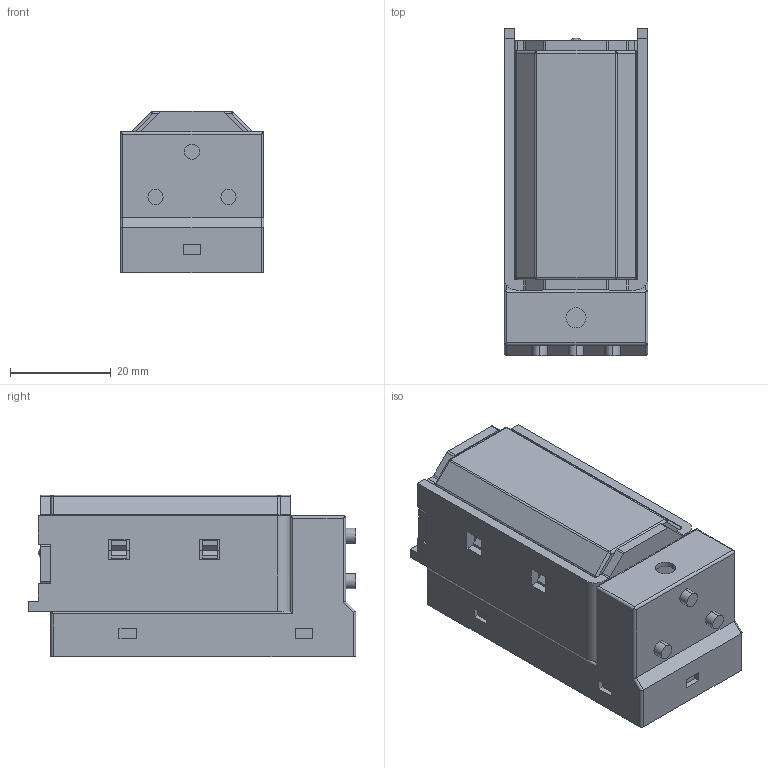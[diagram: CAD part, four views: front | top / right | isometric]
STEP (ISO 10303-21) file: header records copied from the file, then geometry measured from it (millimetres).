
FILE_DESCRIPTION((''),'2;1');
FILE_NAME('SHT26_ASM','2021-09-16T13:28:29',('zhxmin'),(''),'CREO PARAMETRIC BY PTC INC, 2018020','CREO PARAMETRIC BY PTC INC, 2018020','');
FILE_SCHEMA(('CONFIG_CONTROL_DESIGN','SHAPE_APPEARANCE_LAYERS_GROUPS'));
Length unit declared in the file: metre
Products named in the file (16): 5619M1526193_1_1; 5619M1526193_2; 5619M1526193_3; 5619M1526193_4; 5619M1526193_5; 5619M1526193_6; 5619M1526193_7; 5619M1526193_8; 5619M1526193_9; 5619M1526193_10; 5619M1526193_11; 5619M1526193_12; 5619M1526193_13; 5619M1526193_14; 5619M1526193_ASM; SHT26_ASM
Assembly tree (15 placements, depth 3):
  SHT26_ASM
    5619M1526193_ASM
      5619M1526193_1_1
      5619M1526193_2
      5619M1526193_3
      5619M1526193_4
      5619M1526193_5
      5619M1526193_6
      5619M1526193_7
      5619M1526193_8
      5619M1526193_9
      5619M1526193_10
      5619M1526193_11
      5619M1526193_12
      5619M1526193_13
      5619M1526193_14
Bounding box: 28.5 x 65 x 32 mm (x, y, z)
Volume: 29308.8 mm3; surface area: 42592.1 mm2
Topology: 14 solids, 14 shells, 508 faces, 1285 edges, 811 vertices
Faces by surface type: plane 294, cylinder 146, torus 28, cone 16, sphere 14, bspline 10
Entity records: 27236 total; most frequent: CARTESIAN_POINT 11902, DIRECTION 2651, ORIENTED_EDGE 2542, EDGE_CURVE 1271, VECTOR 885, LINE 885, AXIS2_PLACEMENT_3D 883, VERTEX_POINT 811
